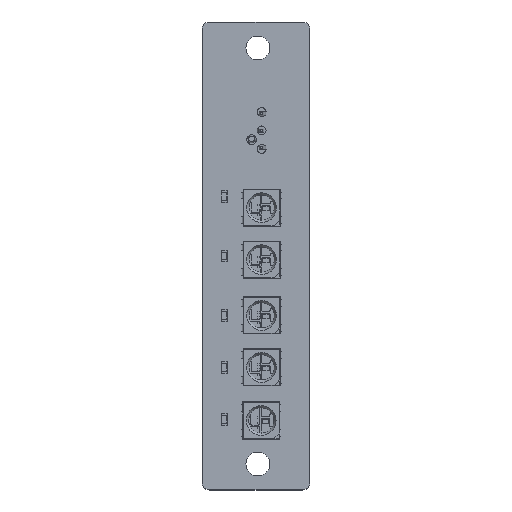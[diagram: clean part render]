
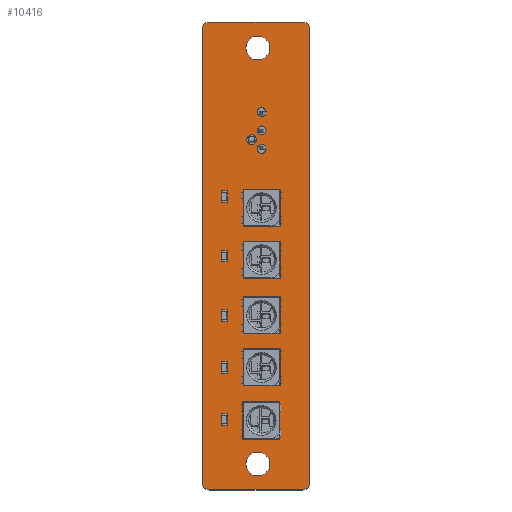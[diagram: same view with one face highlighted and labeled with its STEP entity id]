
A CAD part, top view. The second image highlights one B-rep face of the part: STEP entity #10416.
In plain terms, the highlighted planar face has unit normal (0, 0, 1).
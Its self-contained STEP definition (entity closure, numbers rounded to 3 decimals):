
#10201 = VERTEX_POINT('',#10202);
#10202 = CARTESIAN_POINT('',(6.25,31.5,1.51));
#10208 = EDGE_CURVE('',#10201,#10209,#10211,.T.);
#10209 = VERTEX_POINT('',#10210);
#10210 = CARTESIAN_POINT('',(7.25,30.5,1.51));
#10211 = CIRCLE('',#10212,1.);
#10212 = AXIS2_PLACEMENT_3D('',#10213,#10214,#10215);
#10213 = CARTESIAN_POINT('',(6.25,30.5,1.51));
#10214 = DIRECTION('',(0.,0.,-1.));
#10215 = DIRECTION('',(0.,1.,0.));
#10243 = VERTEX_POINT('',#10244);
#10244 = CARTESIAN_POINT('',(-6.25,31.5,1.51));
#10250 = EDGE_CURVE('',#10243,#10201,#10251,.T.);
#10251 = LINE('',#10252,#10253);
#10252 = CARTESIAN_POINT('',(-6.25,31.5,1.51));
#10253 = VECTOR('',#10254,1.);
#10254 = DIRECTION('',(1.,0.,0.));
#10272 = EDGE_CURVE('',#10209,#10273,#10275,.T.);
#10273 = VERTEX_POINT('',#10274);
#10274 = CARTESIAN_POINT('',(7.25,-30.5,1.51));
#10275 = LINE('',#10276,#10277);
#10276 = CARTESIAN_POINT('',(7.25,30.5,1.51));
#10277 = VECTOR('',#10278,1.);
#10278 = DIRECTION('',(0.,-1.,0.));
#10416 = ADVANCED_FACE('',(#10417,#10463,#10474,#10485,#10496,#10507,
    #10518),#10529,.T.);
#10417 = FACE_BOUND('',#10418,.T.);
#10418 = EDGE_LOOP('',(#10419,#10420,#10421,#10430,#10438,#10447,#10455,
    #10462));
#10419 = ORIENTED_EDGE('',*,*,#10208,.F.);
#10420 = ORIENTED_EDGE('',*,*,#10250,.F.);
#10421 = ORIENTED_EDGE('',*,*,#10422,.F.);
#10422 = EDGE_CURVE('',#10423,#10243,#10425,.T.);
#10423 = VERTEX_POINT('',#10424);
#10424 = CARTESIAN_POINT('',(-7.25,30.5,1.51));
#10425 = CIRCLE('',#10426,1.);
#10426 = AXIS2_PLACEMENT_3D('',#10427,#10428,#10429);
#10427 = CARTESIAN_POINT('',(-6.25,30.5,1.51));
#10428 = DIRECTION('',(0.,0.,-1.));
#10429 = DIRECTION('',(-1.,0.,-0.));
#10430 = ORIENTED_EDGE('',*,*,#10431,.F.);
#10431 = EDGE_CURVE('',#10432,#10423,#10434,.T.);
#10432 = VERTEX_POINT('',#10433);
#10433 = CARTESIAN_POINT('',(-7.25,-30.5,1.51));
#10434 = LINE('',#10435,#10436);
#10435 = CARTESIAN_POINT('',(-7.25,-30.5,1.51));
#10436 = VECTOR('',#10437,1.);
#10437 = DIRECTION('',(0.,1.,0.));
#10438 = ORIENTED_EDGE('',*,*,#10439,.F.);
#10439 = EDGE_CURVE('',#10440,#10432,#10442,.T.);
#10440 = VERTEX_POINT('',#10441);
#10441 = CARTESIAN_POINT('',(-6.25,-31.5,1.51));
#10442 = CIRCLE('',#10443,1.);
#10443 = AXIS2_PLACEMENT_3D('',#10444,#10445,#10446);
#10444 = CARTESIAN_POINT('',(-6.25,-30.5,1.51));
#10445 = DIRECTION('',(0.,0.,-1.));
#10446 = DIRECTION('',(0.,-1.,0.));
#10447 = ORIENTED_EDGE('',*,*,#10448,.F.);
#10448 = EDGE_CURVE('',#10449,#10440,#10451,.T.);
#10449 = VERTEX_POINT('',#10450);
#10450 = CARTESIAN_POINT('',(6.25,-31.5,1.51));
#10451 = LINE('',#10452,#10453);
#10452 = CARTESIAN_POINT('',(6.25,-31.5,1.51));
#10453 = VECTOR('',#10454,1.);
#10454 = DIRECTION('',(-1.,0.,0.));
#10455 = ORIENTED_EDGE('',*,*,#10456,.F.);
#10456 = EDGE_CURVE('',#10273,#10449,#10457,.T.);
#10457 = CIRCLE('',#10458,1.);
#10458 = AXIS2_PLACEMENT_3D('',#10459,#10460,#10461);
#10459 = CARTESIAN_POINT('',(6.25,-30.5,1.51));
#10460 = DIRECTION('',(0.,0.,-1.));
#10461 = DIRECTION('',(1.,0.,0.));
#10462 = ORIENTED_EDGE('',*,*,#10272,.F.);
#10463 = FACE_BOUND('',#10464,.T.);
#10464 = EDGE_LOOP('',(#10465));
#10465 = ORIENTED_EDGE('',*,*,#10466,.T.);
#10466 = EDGE_CURVE('',#10467,#10467,#10469,.T.);
#10467 = VERTEX_POINT('',#10468);
#10468 = CARTESIAN_POINT('',(0.25,-29.6,1.51));
#10469 = CIRCLE('',#10470,1.6);
#10470 = AXIS2_PLACEMENT_3D('',#10471,#10472,#10473);
#10471 = CARTESIAN_POINT('',(0.25,-28.,1.51));
#10472 = DIRECTION('',(-0.,0.,-1.));
#10473 = DIRECTION('',(0.,-1.,-0.));
#10474 = FACE_BOUND('',#10475,.T.);
#10475 = EDGE_LOOP('',(#10476));
#10476 = ORIENTED_EDGE('',*,*,#10477,.T.);
#10477 = EDGE_CURVE('',#10478,#10478,#10480,.T.);
#10478 = VERTEX_POINT('',#10479);
#10479 = CARTESIAN_POINT('',(-0.59,15.,1.51));
#10480 = CIRCLE('',#10481,0.65);
#10481 = AXIS2_PLACEMENT_3D('',#10482,#10483,#10484);
#10482 = CARTESIAN_POINT('',(-0.59,15.65,1.51));
#10483 = DIRECTION('',(-0.,0.,-1.));
#10484 = DIRECTION('',(0.,-1.,0.));
#10485 = FACE_BOUND('',#10486,.T.);
#10486 = EDGE_LOOP('',(#10487));
#10487 = ORIENTED_EDGE('',*,*,#10488,.T.);
#10488 = EDGE_CURVE('',#10489,#10489,#10491,.T.);
#10489 = VERTEX_POINT('',#10490);
#10490 = CARTESIAN_POINT('',(0.75,13.8,1.51));
#10491 = CIRCLE('',#10492,0.6);
#10492 = AXIS2_PLACEMENT_3D('',#10493,#10494,#10495);
#10493 = CARTESIAN_POINT('',(0.75,14.4,1.51));
#10494 = DIRECTION('',(-0.,0.,-1.));
#10495 = DIRECTION('',(-0.,-1.,0.));
#10496 = FACE_BOUND('',#10497,.T.);
#10497 = EDGE_LOOP('',(#10498));
#10498 = ORIENTED_EDGE('',*,*,#10499,.T.);
#10499 = EDGE_CURVE('',#10500,#10500,#10502,.T.);
#10500 = VERTEX_POINT('',#10501);
#10501 = CARTESIAN_POINT('',(0.75,16.3,1.51));
#10502 = CIRCLE('',#10503,0.6);
#10503 = AXIS2_PLACEMENT_3D('',#10504,#10505,#10506);
#10504 = CARTESIAN_POINT('',(0.75,16.9,1.51));
#10505 = DIRECTION('',(-0.,0.,-1.));
#10506 = DIRECTION('',(-0.,-1.,0.));
#10507 = FACE_BOUND('',#10508,.T.);
#10508 = EDGE_LOOP('',(#10509));
#10509 = ORIENTED_EDGE('',*,*,#10510,.T.);
#10510 = EDGE_CURVE('',#10511,#10511,#10513,.T.);
#10511 = VERTEX_POINT('',#10512);
#10512 = CARTESIAN_POINT('',(0.75,18.8,1.51));
#10513 = CIRCLE('',#10514,0.6);
#10514 = AXIS2_PLACEMENT_3D('',#10515,#10516,#10517);
#10515 = CARTESIAN_POINT('',(0.75,19.4,1.51));
#10516 = DIRECTION('',(-0.,0.,-1.));
#10517 = DIRECTION('',(-0.,-1.,0.));
#10518 = FACE_BOUND('',#10519,.T.);
#10519 = EDGE_LOOP('',(#10520));
#10520 = ORIENTED_EDGE('',*,*,#10521,.T.);
#10521 = EDGE_CURVE('',#10522,#10522,#10524,.T.);
#10522 = VERTEX_POINT('',#10523);
#10523 = CARTESIAN_POINT('',(0.25,26.4,1.51));
#10524 = CIRCLE('',#10525,1.6);
#10525 = AXIS2_PLACEMENT_3D('',#10526,#10527,#10528);
#10526 = CARTESIAN_POINT('',(0.25,28.,1.51));
#10527 = DIRECTION('',(-0.,0.,-1.));
#10528 = DIRECTION('',(0.,-1.,-0.));
#10529 = PLANE('',#10530);
#10530 = AXIS2_PLACEMENT_3D('',#10531,#10532,#10533);
#10531 = CARTESIAN_POINT('',(0.,0.,1.51));
#10532 = DIRECTION('',(0.,0.,1.));
#10533 = DIRECTION('',(1.,0.,-0.));
